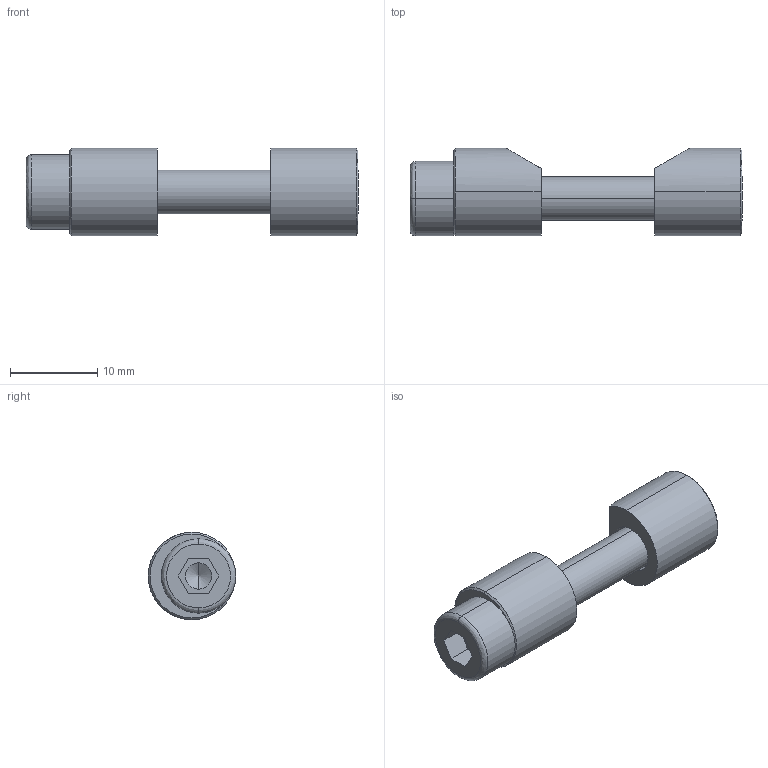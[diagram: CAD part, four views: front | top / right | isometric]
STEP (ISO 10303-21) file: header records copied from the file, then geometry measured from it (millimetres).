
FILE_DESCRIPTION (( 'STEP AP214' ), '1' );
FILE_NAME ('233410510.stp', '2021-10-05T09:42:35', ( '' ), ( '' ), 'SwSTEP 2.0', 'SolidWorks 2019', '' );
FILE_SCHEMA (( 'AUTOMOTIVE_DESIGN' ));
Length unit declared in the file: millimetre
Products named in the file (4): 233410510; HALDERN_EH_23341_0010_3; HALDERN_EH_23341_0010_1; HALDERN_EH_23341_0010_2
Assembly tree (3 placements, depth 2):
  233410510
    HALDERN_EH_23341_0010_1
    HALDERN_EH_23341_0010_2
    HALDERN_EH_23341_0010_3
Bounding box: 38 x 10 x 10 mm (x, y, z)
Volume: 1917.6 mm3; surface area: 1906.4 mm2
Topology: 3 solids, 3 shells, 48 faces, 103 edges, 64 vertices
Faces by surface type: cylinder 18, plane 18, cone 10, bspline 2
Entity records: 1477 total; most frequent: CARTESIAN_POINT 264, DIRECTION 248, ORIENTED_EDGE 202, EDGE_CURVE 101, AXIS2_PLACEMENT_3D 100, VERTEX_POINT 64, EDGE_LOOP 57, ADVANCED_FACE 48
